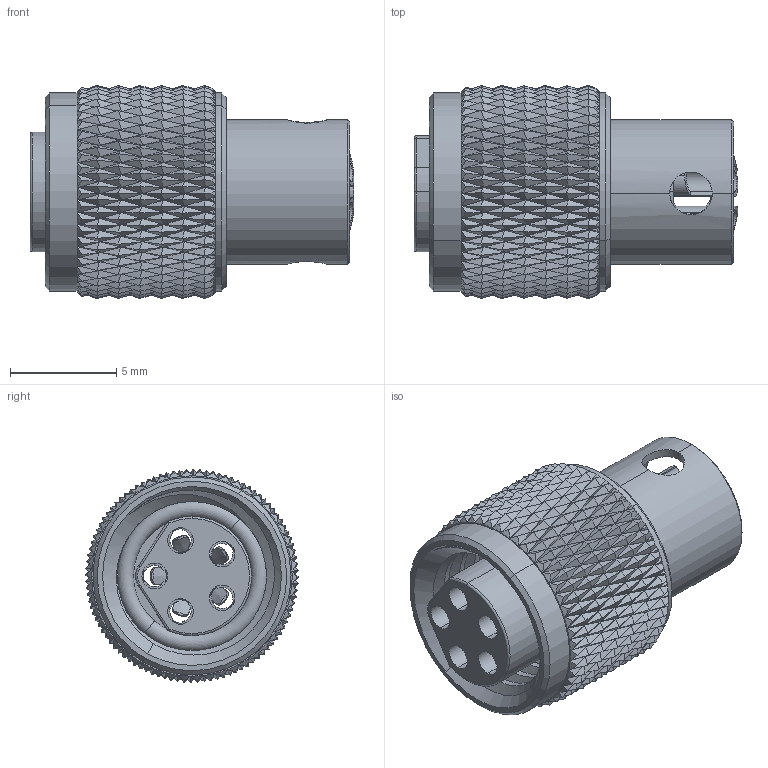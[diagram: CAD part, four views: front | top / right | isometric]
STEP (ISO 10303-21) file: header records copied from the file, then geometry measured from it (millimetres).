
FILE_DESCRIPTION (( 'STEP AP203' ), '1' );
FILE_NAME ('50-01006_revA.STEP', '2023-03-16T23:39:51', ( '' ), ( '' ), 'SwSTEP 2.0', 'SolidWorks 2021', '' );
FILE_SCHEMA (( 'CONFIG_CONTROL_DESIGN' ));
Length unit declared in the file: millimetre
Products named in the file (6): 50-01006_revA; 50-01006-04___; 50-01006-01___; 50-01006-05___; 50-01006-03___; 50-01006-02___
Assembly tree (9 placements, depth 2):
  50-01006_revA
    50-01006-01___
    50-01006-02___
    50-01006-03___  x5
    50-01006-04___
    50-01006-05___
Bounding box: 15.2 x 10 x 10 mm (x, y, z)
Volume: 580.1 mm3; surface area: 2206.2 mm2
Topology: 9 solids, 9 shells, 1746 faces, 5048 edges, 3336 vertices
Faces by surface type: bspline 935, cylinder 444, cone 213, plane 146, torus 8
Entity records: 155326 total; most frequent: CARTESIAN_POINT 125402, ORIENTED_EDGE 8920, EDGE_CURVE 4460, B_SPLINE_CURVE_WITH_KNOTS 3319, VERTEX_POINT 2960, DIRECTION 1989, EDGE_LOOP 1548, FACE_OUTER_BOUND 1518
